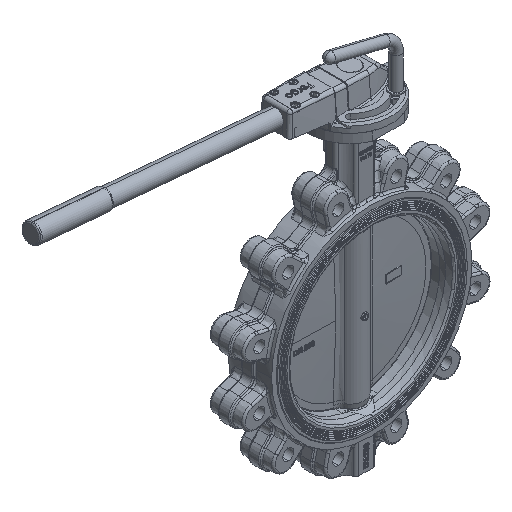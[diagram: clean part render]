
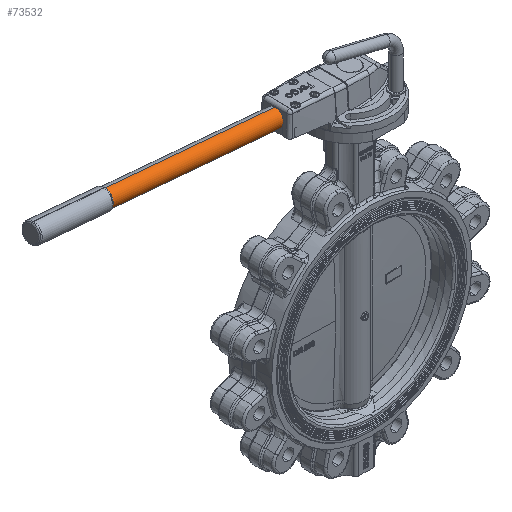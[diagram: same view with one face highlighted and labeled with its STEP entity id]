
A CAD part, isometric view. The second image highlights one B-rep face of the part: STEP entity #73532.
In plain terms, the highlighted cylindrical face has radius 13.45 mm (diameter 26.9 mm), a partial arc.
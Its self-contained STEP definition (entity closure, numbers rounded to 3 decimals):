
#725 = CIRCLE ( 'NONE', #22618, 13.45 ) ;
#3209 = ORIENTED_EDGE ( 'NONE', *, *, #68422, .T. ) ;
#4749 = VERTEX_POINT ( 'NONE', #29812 ) ;
#11305 = CARTESIAN_POINT ( 'NONE',  ( -23.044, -0.438, 295.516 ) ) ;
#13042 = VECTOR ( 'NONE', #43012, 1000. ) ;
#14834 = DIRECTION ( 'NONE',  ( 0.087, 0.033, 0.996 ) ) ;
#15519 = DIRECTION ( 'NONE',  ( 0.996, 0., -0.087 ) ) ;
#22618 = AXIS2_PLACEMENT_3D ( 'NONE', #110373, #15519, #53645 ) ;
#29812 = CARTESIAN_POINT ( 'NONE',  ( -20.701, 0.438, 322.299 ) ) ;
#36876 = DIRECTION ( 'NONE',  ( 0.996, 0., -0.087 ) ) ;
#37069 = ORIENTED_EDGE ( 'NONE', *, *, #85395, .T. ) ;
#43012 = DIRECTION ( 'NONE',  ( 0.996, 0., -0.087 ) ) ;
#43595 = CARTESIAN_POINT ( 'NONE',  ( -499.723, -0.438, 337.22 ) ) ;
#44889 = ORIENTED_EDGE ( 'NONE', *, *, #117816, .F. ) ;
#46389 = CARTESIAN_POINT ( 'NONE',  ( -21.872, 0., 308.908 ) ) ;
#46906 = CARTESIAN_POINT ( 'NONE',  ( -497.38, 0.438, 364.003 ) ) ;
#53645 = DIRECTION ( 'NONE',  ( -0.087, 0., -0.996 ) ) ;
#55543 = ORIENTED_EDGE ( 'NONE', *, *, #115321, .F. ) ;
#57857 = AXIS2_PLACEMENT_3D ( 'NONE', #100315, #109677, #14834 ) ;
#67960 = FACE_OUTER_BOUND ( 'NONE', #120018, .T. ) ;
#68422 = EDGE_CURVE ( 'NONE', #113786, #107216, #91589, .T. ) ;
#68573 = CYLINDRICAL_SURFACE ( 'NONE', #57857, 13.45 ) ;
#72988 = CARTESIAN_POINT ( 'NONE',  ( -498.874, 0.438, 364.134 ) ) ;
#73532 = ADVANCED_FACE ( 'NONE', ( #67960 ), #68573, .T. ) ;
#73759 = DIRECTION ( 'NONE',  ( 0.003, -0.999, 0.032 ) ) ;
#78698 = AXIS2_PLACEMENT_3D ( 'NONE', #46389, #113721, #73759 ) ;
#79133 = VECTOR ( 'NONE', #36876, 1000. ) ;
#83594 = LINE ( 'NONE', #72988, #79133 ) ;
#85395 = EDGE_CURVE ( 'NONE', #85968, #113786, #725, .T. ) ;
#85968 = VERTEX_POINT ( 'NONE', #46906 ) ;
#90965 = CARTESIAN_POINT ( 'NONE',  ( -501.217, -0.438, 337.351 ) ) ;
#91589 = LINE ( 'NONE', #90965, #13042 ) ;
#100315 = CARTESIAN_POINT ( 'NONE',  ( -500.046, 0., 350.742 ) ) ;
#107216 = VERTEX_POINT ( 'NONE', #11305 ) ;
#109677 = DIRECTION ( 'NONE',  ( 0.996, 0., -0.087 ) ) ;
#110373 = CARTESIAN_POINT ( 'NONE',  ( -498.551, 0., 350.612 ) ) ;
#113721 = DIRECTION ( 'NONE',  ( 0.996, 0., -0.087 ) ) ;
#113786 = VERTEX_POINT ( 'NONE', #43595 ) ;
#115321 = EDGE_CURVE ( 'NONE', #4749, #107216, #116601, .T. ) ;
#116601 = CIRCLE ( 'NONE', #78698, 13.45 ) ;
#117816 = EDGE_CURVE ( 'NONE', #85968, #4749, #83594, .T. ) ;
#120018 = EDGE_LOOP ( 'NONE', ( #37069, #3209, #55543, #44889 ) ) ;
